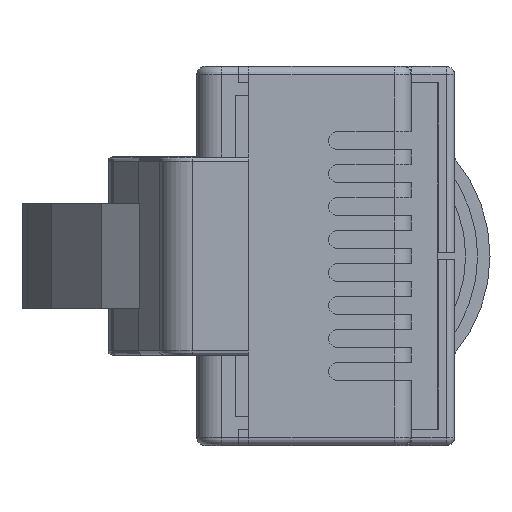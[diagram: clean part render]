
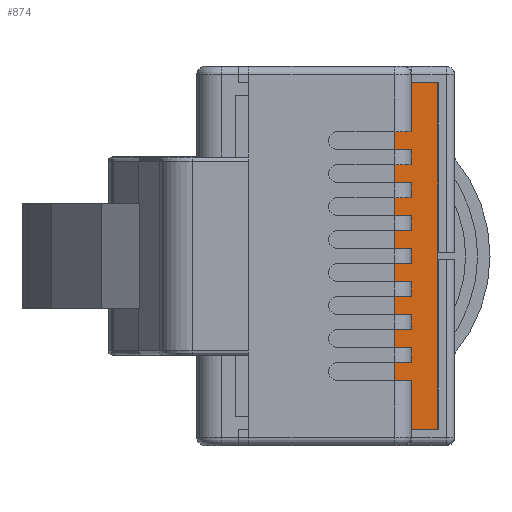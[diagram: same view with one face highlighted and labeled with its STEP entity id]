
A CAD part, left-side view. The second image highlights one B-rep face of the part: STEP entity #874.
In plain terms, the highlighted face is planar.
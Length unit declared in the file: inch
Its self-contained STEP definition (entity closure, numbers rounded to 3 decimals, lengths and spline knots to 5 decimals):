
#503 = EDGE_LOOP ( 'NONE', ( #4866, #5788, #7727, #4561 ) ) ;
#874 = ADVANCED_FACE ( 'NONE', ( #3840 ), #3893, .F. ) ;
#1671 = CARTESIAN_POINT ( 'NONE',  ( -0.107, -0.11024, 0.20992 ) ) ;
#1739 = CARTESIAN_POINT ( 'NONE',  ( -0.107, -0.11024, 0.20992 ) ) ;
#1895 = EDGE_CURVE ( 'NONE', #4529, #3630, #3798, .T. ) ;
#1906 = CARTESIAN_POINT ( 'NONE',  ( -0.107, -0.16224, 0.20992 ) ) ;
#1932 = CARTESIAN_POINT ( 'NONE',  ( -0.107, -0.16224, 0.20992 ) ) ;
#2275 = CARTESIAN_POINT ( 'NONE',  ( -0.107, -0.16224, 0.20992 ) ) ;
#2812 = VERTEX_POINT ( 'NONE', #5620 ) ;
#3496 = LINE ( 'NONE', #6842, #6476 ) ;
#3630 = VERTEX_POINT ( 'NONE', #2275 ) ;
#3663 = LINE ( 'NONE', #1739, #7732 ) ;
#3724 = CARTESIAN_POINT ( 'NONE',  ( -0.107, -0.16224, -0.20992 ) ) ;
#3798 = LINE ( 'NONE', #1906, #7466 ) ;
#3830 = DIRECTION ( 'NONE',  ( 0., 1., 0. ) ) ;
#3840 = FACE_OUTER_BOUND ( 'NONE', #503, .T. ) ;
#3893 = PLANE ( 'NONE',  #7767 ) ;
#4089 = EDGE_CURVE ( 'NONE', #2812, #4461, #3663, .T. ) ;
#4288 = LINE ( 'NONE', #3724, #6551 ) ;
#4461 = VERTEX_POINT ( 'NONE', #1671 ) ;
#4518 = DIRECTION ( 'NONE',  ( 0., 0., 1. ) ) ;
#4529 = VERTEX_POINT ( 'NONE', #5669 ) ;
#4561 = ORIENTED_EDGE ( 'NONE', *, *, #6305, .T. ) ;
#4866 = ORIENTED_EDGE ( 'NONE', *, *, #4089, .T. ) ;
#5274 = DIRECTION ( 'NONE',  ( -1., 0., 0. ) ) ;
#5620 = CARTESIAN_POINT ( 'NONE',  ( -0.107, -0.11024, -0.20992 ) ) ;
#5669 = CARTESIAN_POINT ( 'NONE',  ( -0.107, -0.16224, -0.20992 ) ) ;
#5788 = ORIENTED_EDGE ( 'NONE', *, *, #7835, .F. ) ;
#6305 = EDGE_CURVE ( 'NONE', #4529, #2812, #4288, .T. ) ;
#6476 = VECTOR ( 'NONE', #6788, 39.37008 ) ;
#6551 = VECTOR ( 'NONE', #3830, 39.37008 ) ;
#6788 = DIRECTION ( 'NONE',  ( 0., 1., 0. ) ) ;
#6842 = CARTESIAN_POINT ( 'NONE',  ( -0.107, -0.16224, 0.20992 ) ) ;
#7263 = DIRECTION ( 'NONE',  ( 0., 0., 1. ) ) ;
#7466 = VECTOR ( 'NONE', #4518, 39.37008 ) ;
#7727 = ORIENTED_EDGE ( 'NONE', *, *, #1895, .F. ) ;
#7732 = VECTOR ( 'NONE', #7773, 39.37008 ) ;
#7767 = AXIS2_PLACEMENT_3D ( 'NONE', #1932, #5274, #7263 ) ;
#7773 = DIRECTION ( 'NONE',  ( 0., 0., 1. ) ) ;
#7835 = EDGE_CURVE ( 'NONE', #3630, #4461, #3496, .T. ) ;
